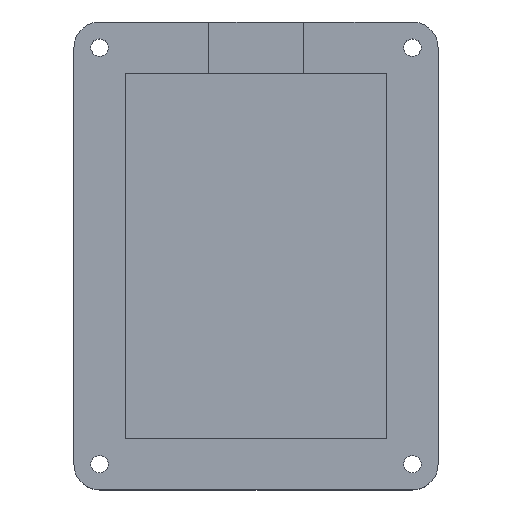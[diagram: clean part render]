
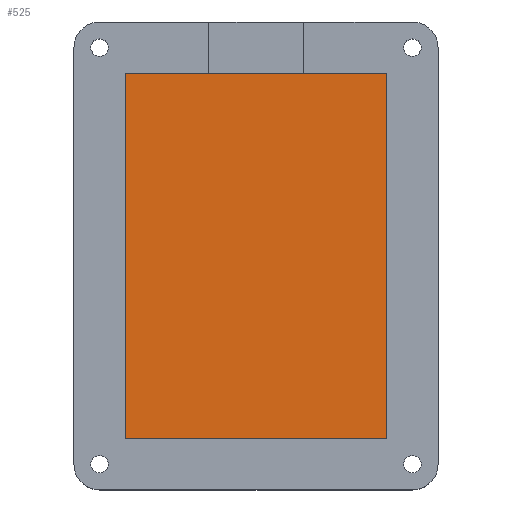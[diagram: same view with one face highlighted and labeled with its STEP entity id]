
A CAD part, top view. The second image highlights one B-rep face of the part: STEP entity #525.
In plain terms, the highlighted planar face has unit normal (0, 0, 1).
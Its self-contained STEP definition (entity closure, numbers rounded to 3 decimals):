
#35=PLANE('',#581);
#57=FACE_OUTER_BOUND('',#91,.T.);
#91=EDGE_LOOP('',(#421,#422,#423,#424));
#145=LINE('',#853,#193);
#148=LINE('',#859,#196);
#149=LINE('',#861,#197);
#150=LINE('',#862,#198);
#193=VECTOR('',#689,10.);
#196=VECTOR('',#694,10.);
#197=VECTOR('',#695,10.);
#198=VECTOR('',#696,10.);
#266=VERTEX_POINT('',#850);
#267=VERTEX_POINT('',#852);
#269=VERTEX_POINT('',#858);
#270=VERTEX_POINT('',#860);
#325=EDGE_CURVE('',#266,#267,#145,.T.);
#328=EDGE_CURVE('',#267,#269,#148,.T.);
#329=EDGE_CURVE('',#270,#266,#149,.T.);
#330=EDGE_CURVE('',#269,#270,#150,.T.);
#421=ORIENTED_EDGE('',*,*,#328,.F.);
#422=ORIENTED_EDGE('',*,*,#325,.F.);
#423=ORIENTED_EDGE('',*,*,#329,.F.);
#424=ORIENTED_EDGE('',*,*,#330,.F.);
#525=ADVANCED_FACE('',(#57),#35,.T.);
#581=AXIS2_PLACEMENT_3D('',#857,#692,#693);
#689=DIRECTION('',(1.,0.,0.));
#692=DIRECTION('center_axis',(0.,0.,1.));
#693=DIRECTION('ref_axis',(1.,0.,0.));
#694=DIRECTION('',(0.,-1.,0.));
#695=DIRECTION('',(0.,1.,0.));
#696=DIRECTION('',(-1.,0.,0.));
#850=CARTESIAN_POINT('',(34.02,1.272,-0.409));
#852=CARTESIAN_POINT('',(85.05,1.272,-0.409));
#853=CARTESIAN_POINT('',(46.778,1.272,-0.409));
#857=CARTESIAN_POINT('Origin',(59.535,-34.358,-0.409));
#858=CARTESIAN_POINT('',(85.05,-69.988,-0.409));
#859=CARTESIAN_POINT('',(85.05,-16.543,-0.409));
#860=CARTESIAN_POINT('',(34.02,-69.988,-0.409));
#861=CARTESIAN_POINT('',(34.02,-52.173,-0.409));
#862=CARTESIAN_POINT('',(72.293,-69.988,-0.409));
